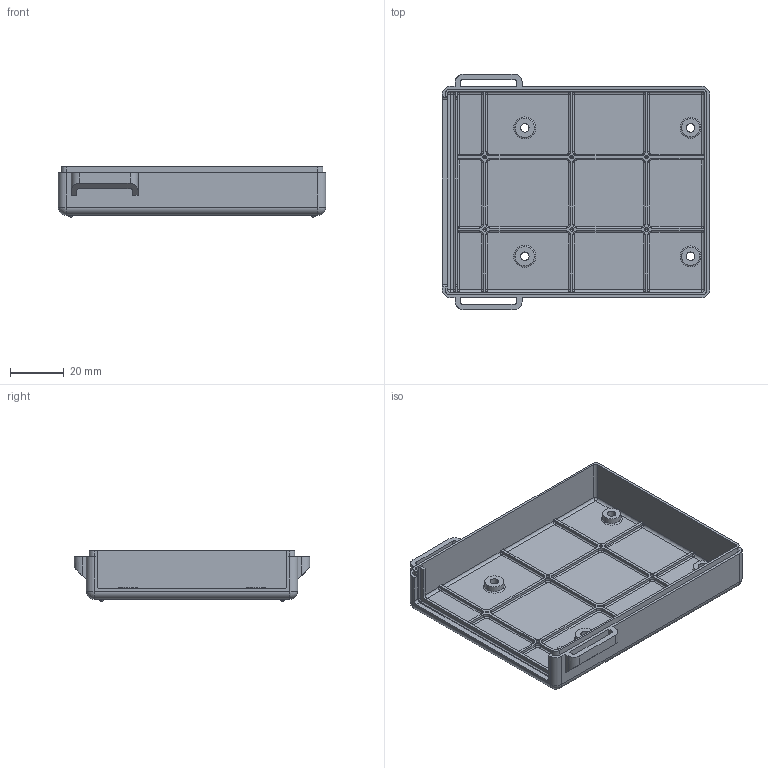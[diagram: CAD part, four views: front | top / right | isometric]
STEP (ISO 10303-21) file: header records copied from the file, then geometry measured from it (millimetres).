
FILE_DESCRIPTION (( 'STEP AP203' ), '1' );
FILE_NAME ('V1_BASE.STEP', '2022-07-19T17:01:23', ( '' ), ( '' ), 'SwSTEP 2.0', 'SolidWorks 2018', '' );
FILE_SCHEMA (( 'CONFIG_CONTROL_DESIGN' ));
Length unit declared in the file: millimetre
Products named in the file (1): V1_BASE
Bounding box: 100 x 88 x 18.85 mm (x, y, z)
Volume: 24876.5 mm3; surface area: 27609.9 mm2
Topology: 1 solids, 1 shells, 351 faces, 882 edges, 528 vertices
Faces by surface type: cylinder 156, plane 103, torus 64, sphere 20, cone 8
Entity records: 10377 total; most frequent: DIRECTION 1962, CARTESIAN_POINT 1750, ORIENTED_EDGE 1708, EDGE_CURVE 854, AXIS2_PLACEMENT_3D 764, VERTEX_POINT 520, LINE 434, VECTOR 434
